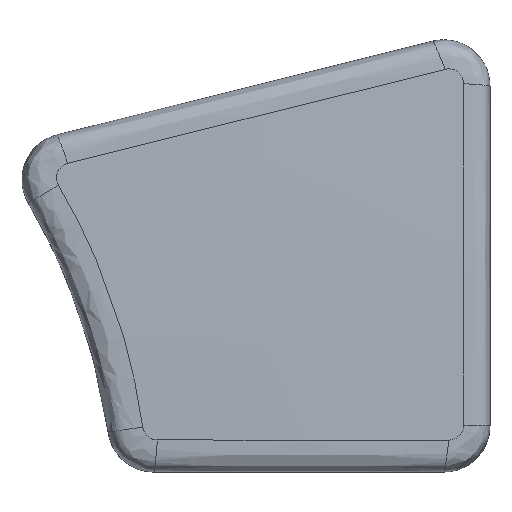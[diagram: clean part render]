
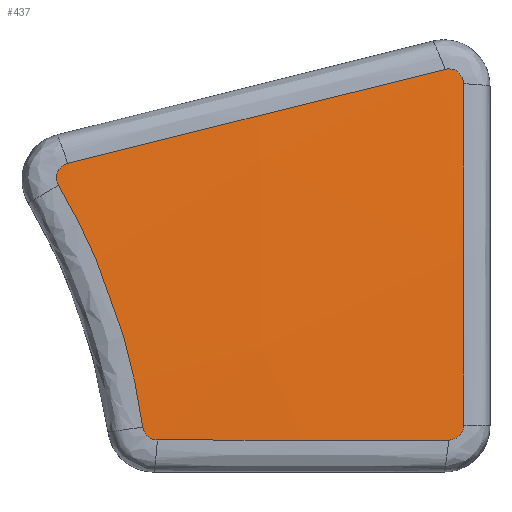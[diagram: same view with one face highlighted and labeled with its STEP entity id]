
A CAD part, top view. The second image highlights one B-rep face of the part: STEP entity #437.
In plain terms, the highlighted spherical face has radius 275 mm.
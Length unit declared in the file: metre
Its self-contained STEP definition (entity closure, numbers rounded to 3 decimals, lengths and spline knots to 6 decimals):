
#27=SPHERICAL_SURFACE('',#494,0.275);
#59=B_SPLINE_CURVE_WITH_KNOTS('',3,(#734,#735,#736,#737),.UNSPECIFIED.,
 .F.,.F.,(4,4),(0.,1.),.UNSPECIFIED.);
#60=B_SPLINE_CURVE_WITH_KNOTS('',3,(#740,#741,#742,#743),.UNSPECIFIED.,
 .F.,.F.,(4,4),(0.,1.),.UNSPECIFIED.);
#61=B_SPLINE_CURVE_WITH_KNOTS('',3,(#745,#746,#747,#748),.UNSPECIFIED.,
 .F.,.F.,(4,4),(0.,1.),.UNSPECIFIED.);
#62=B_SPLINE_CURVE_WITH_KNOTS('',3,(#750,#751,#752,#753),.UNSPECIFIED.,
 .F.,.F.,(4,4),(0.,1.),.UNSPECIFIED.);
#63=B_SPLINE_CURVE_WITH_KNOTS('',3,(#755,#756,#757,#758,#759),
 .UNSPECIFIED.,.F.,.F.,(4,1,4),(0.,0.5,1.),.UNSPECIFIED.);
#64=B_SPLINE_CURVE_WITH_KNOTS('',3,(#761,#762,#763,#764),.UNSPECIFIED.,
 .F.,.F.,(4,4),(0.,1.),.UNSPECIFIED.);
#65=B_SPLINE_CURVE_WITH_KNOTS('',3,(#766,#767,#768,#769,#770),
 .UNSPECIFIED.,.F.,.F.,(4,1,4),(0.,0.499999,0.999998),
 .UNSPECIFIED.);
#66=B_SPLINE_CURVE_WITH_KNOTS('',3,(#772,#773,#774,#775),.UNSPECIFIED.,
 .F.,.F.,(4,4),(0.,1.),.UNSPECIFIED.);
#117=ORIENTED_EDGE('',*,*,#233,.T.);
#118=ORIENTED_EDGE('',*,*,#234,.T.);
#119=ORIENTED_EDGE('',*,*,#235,.T.);
#120=ORIENTED_EDGE('',*,*,#236,.T.);
#121=ORIENTED_EDGE('',*,*,#237,.T.);
#122=ORIENTED_EDGE('',*,*,#238,.T.);
#123=ORIENTED_EDGE('',*,*,#239,.T.);
#124=ORIENTED_EDGE('',*,*,#240,.T.);
#233=EDGE_CURVE('',#287,#288,#59,.T.);
#234=EDGE_CURVE('',#288,#289,#60,.T.);
#235=EDGE_CURVE('',#289,#290,#61,.T.);
#236=EDGE_CURVE('',#290,#291,#62,.T.);
#237=EDGE_CURVE('',#291,#292,#63,.T.);
#238=EDGE_CURVE('',#292,#293,#64,.T.);
#239=EDGE_CURVE('',#293,#294,#65,.T.);
#240=EDGE_CURVE('',#294,#287,#66,.T.);
#287=VERTEX_POINT('',#738);
#288=VERTEX_POINT('',#739);
#289=VERTEX_POINT('',#744);
#290=VERTEX_POINT('',#749);
#291=VERTEX_POINT('',#754);
#292=VERTEX_POINT('',#760);
#293=VERTEX_POINT('',#765);
#294=VERTEX_POINT('',#771);
#354=EDGE_LOOP('',(#117,#118,#119,#120,#121,#122,#123,#124));
#392=FACE_BOUND('',#354,.T.);
#437=ADVANCED_FACE('',(#392),#27,.T.);
#494=AXIS2_PLACEMENT_3D('',#733,#571,#572);
#571=DIRECTION('',(1.,0.,0.));
#572=DIRECTION('',(0.,0.,1.));
#733=CARTESIAN_POINT('',(0.038795,-0.00334,-0.237661));
#734=CARTESIAN_POINT('',(0.068784,0.000888,0.035666));
#735=CARTESIAN_POINT('',(0.068832,0.000539,0.035667));
#736=CARTESIAN_POINT('',(0.06913,0.00028,0.035637));
#737=CARTESIAN_POINT('',(0.069482,0.00028,0.035598));
#738=CARTESIAN_POINT('',(0.068784,0.000888,0.035666));
#739=CARTESIAN_POINT('',(0.069482,0.00028,0.035598));
#740=CARTESIAN_POINT('',(0.069482,0.00028,0.035598));
#741=CARTESIAN_POINT('',(0.074117,0.000281,0.035077));
#742=CARTESIAN_POINT('',(0.07874,0.000281,0.034439));
#743=CARTESIAN_POINT('',(0.083343,0.00028,0.033683));
#744=CARTESIAN_POINT('',(0.083343,0.00028,0.033683));
#745=CARTESIAN_POINT('',(0.083343,0.00028,0.033683));
#746=CARTESIAN_POINT('',(0.08373,0.00028,0.033619));
#747=CARTESIAN_POINT('',(0.084047,0.000593,0.033562));
#748=CARTESIAN_POINT('',(0.084047,0.000984,0.033556));
#749=CARTESIAN_POINT('',(0.084047,0.000984,0.033556));
#750=CARTESIAN_POINT('',(0.084047,0.000984,0.033556));
#751=CARTESIAN_POINT('',(0.084047,0.006406,0.03347));
#752=CARTESIAN_POINT('',(0.084047,0.011825,0.03322));
#753=CARTESIAN_POINT('',(0.084047,0.017232,0.032809));
#754=CARTESIAN_POINT('',(0.084047,0.017232,0.032809));
#755=CARTESIAN_POINT('',(0.084047,0.017232,0.032809));
#756=CARTESIAN_POINT('',(0.084047,0.017451,0.032793));
#757=CARTESIAN_POINT('',(0.083827,0.017868,0.032797));
#758=CARTESIAN_POINT('',(0.083394,0.01797,0.032861));
#759=CARTESIAN_POINT('',(0.083173,0.017915,0.032901));
#760=CARTESIAN_POINT('',(0.083173,0.017915,0.032901));
#761=CARTESIAN_POINT('',(0.083173,0.017915,0.032901));
#762=CARTESIAN_POINT('',(0.077562,0.016516,0.033931));
#763=CARTESIAN_POINT('',(0.071575,0.015024,0.03484));
#764=CARTESIAN_POINT('',(0.065215,0.013438,0.035552));
#765=CARTESIAN_POINT('',(0.065215,0.013438,0.035552));
#766=CARTESIAN_POINT('',(0.065215,0.013438,0.035552));
#767=CARTESIAN_POINT('',(0.064999,0.013384,0.035577));
#768=CARTESIAN_POINT('',(0.06464,0.013068,0.03563));
#769=CARTESIAN_POINT('',(0.064665,0.01259,0.035656));
#770=CARTESIAN_POINT('',(0.064779,0.012397,0.035656));
#771=CARTESIAN_POINT('',(0.064779,0.012397,0.035656));
#772=CARTESIAN_POINT('',(0.064779,0.012397,0.035656));
#773=CARTESIAN_POINT('',(0.066864,0.008863,0.035661));
#774=CARTESIAN_POINT('',(0.068224,0.004951,0.035665));
#775=CARTESIAN_POINT('',(0.068784,0.000888,0.035666));
